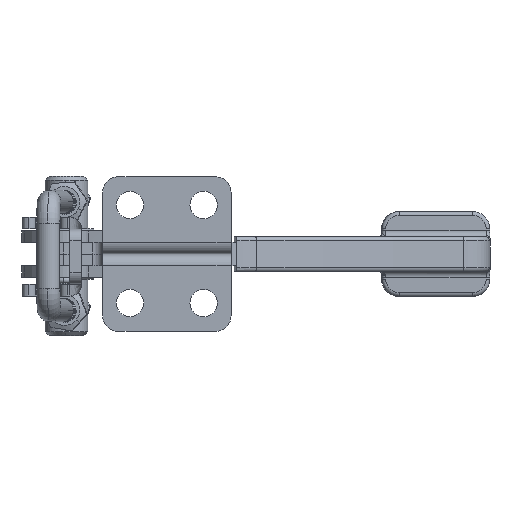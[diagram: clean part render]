
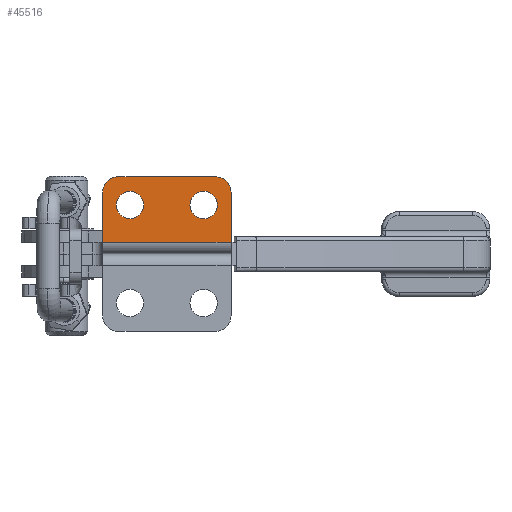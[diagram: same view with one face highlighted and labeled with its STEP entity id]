
A CAD part, front view. The second image highlights one B-rep face of the part: STEP entity #45516.
In plain terms, the highlighted planar face has unit normal (0, -1, 0).
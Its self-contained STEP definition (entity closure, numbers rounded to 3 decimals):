
#1048 = FACE_BOUND ( 'NONE', #28808, .T. ) ;
#1685 = VECTOR ( 'NONE', #12871, 1000. ) ;
#1854 = AXIS2_PLACEMENT_3D ( 'NONE', #31346, #5582, #35659 ) ;
#2214 = AXIS2_PLACEMENT_3D ( 'NONE', #20102, #50101, #24440 ) ;
#2451 = DIRECTION ( 'NONE',  ( 0., -1., 0. ) ) ;
#4566 = DIRECTION ( 'NONE',  ( 0., 1., 0. ) ) ;
#5217 = DIRECTION ( 'NONE',  ( 1., 0., 0. ) ) ;
#5582 = DIRECTION ( 'NONE',  ( 0., 1., 0. ) ) ;
#6493 = EDGE_CURVE ( 'NONE', #36976, #21765, #44987, .T. ) ;
#7060 = CIRCLE ( 'NONE', #50635, 4. ) ;
#7087 = CIRCLE ( 'NONE', #36780, 3.55 ) ;
#7525 = EDGE_CURVE ( 'NONE', #19176, #8649, #54218, .T. ) ;
#7717 = EDGE_LOOP ( 'NONE', ( #45634, #8216 ) ) ;
#8216 = ORIENTED_EDGE ( 'NONE', *, *, #45620, .T. ) ;
#8649 = VERTEX_POINT ( 'NONE', #27541 ) ;
#9917 = EDGE_CURVE ( 'NONE', #42856, #36047, #7060, .T. ) ;
#10214 = VERTEX_POINT ( 'NONE', #34940 ) ;
#11292 = CARTESIAN_POINT ( 'NONE',  ( 36.232, 2.538, 12.7 ) ) ;
#11943 = VECTOR ( 'NONE', #13387, 1000. ) ;
#12268 = CARTESIAN_POINT ( 'NONE',  ( 55.332, 2.538, 16.25 ) ) ;
#12730 = CIRCLE ( 'NONE', #2214, 4. ) ;
#12871 = DIRECTION ( 'NONE',  ( 0., 0., -1. ) ) ;
#13189 = CARTESIAN_POINT ( 'NONE',  ( 62.432, 2.538, 3. ) ) ;
#13387 = DIRECTION ( 'NONE',  ( 0., 0., -1. ) ) ;
#14271 = VERTEX_POINT ( 'NONE', #47558 ) ;
#14539 = ORIENTED_EDGE ( 'NONE', *, *, #16575, .T. ) ;
#15040 = ORIENTED_EDGE ( 'NONE', *, *, #39355, .F. ) ;
#15631 = DIRECTION ( 'NONE',  ( 0., 0., 1. ) ) ;
#16575 = EDGE_CURVE ( 'NONE', #54432, #10214, #44672, .T. ) ;
#17627 = DIRECTION ( 'NONE',  ( 0., 0., 1. ) ) ;
#18354 = DIRECTION ( 'NONE',  ( 0., 1., 0. ) ) ;
#19176 = VERTEX_POINT ( 'NONE', #12268 ) ;
#19615 = CARTESIAN_POINT ( 'NONE',  ( 62.432, 2.538, 3. ) ) ;
#20102 = CARTESIAN_POINT ( 'NONE',  ( 33.132, 2.538, 16. ) ) ;
#20157 = CIRCLE ( 'NONE', #1854, 3.55 ) ;
#20172 = EDGE_LOOP ( 'NONE', ( #15040, #39847, #45577, #26176, #48980, #20630 ) ) ;
#20497 = VERTEX_POINT ( 'NONE', #52629 ) ;
#20630 = ORIENTED_EDGE ( 'NONE', *, *, #6493, .T. ) ;
#21219 = FACE_OUTER_BOUND ( 'NONE', #20172, .T. ) ;
#21749 = PLANE ( 'NONE',  #33875 ) ;
#21765 = VERTEX_POINT ( 'NONE', #19615 ) ;
#22880 = AXIS2_PLACEMENT_3D ( 'NONE', #30326, #4566, #34647 ) ;
#23491 = VECTOR ( 'NONE', #5217, 1000. ) ;
#24323 = CARTESIAN_POINT ( 'NONE',  ( 62.432, 2.538, 16. ) ) ;
#24440 = DIRECTION ( 'NONE',  ( 0., 0., 1. ) ) ;
#25903 = LINE ( 'NONE', #55630, #1685 ) ;
#26176 = ORIENTED_EDGE ( 'NONE', *, *, #30541, .T. ) ;
#27541 = CARTESIAN_POINT ( 'NONE',  ( 55.332, 2.538, 9.15 ) ) ;
#28213 = CARTESIAN_POINT ( 'NONE',  ( 58.432, 2.538, 16. ) ) ;
#28808 = EDGE_LOOP ( 'NONE', ( #14539, #38012 ) ) ;
#30326 = CARTESIAN_POINT ( 'NONE',  ( 55.332, 2.538, 12.7 ) ) ;
#30409 = LINE ( 'NONE', #39592, #54512 ) ;
#30541 = EDGE_CURVE ( 'NONE', #14271, #20497, #12730, .T. ) ;
#31346 = CARTESIAN_POINT ( 'NONE',  ( 36.232, 2.538, 12.7 ) ) ;
#32498 = DIRECTION ( 'NONE',  ( 0., 0., 1. ) ) ;
#33875 = AXIS2_PLACEMENT_3D ( 'NONE', #39083, #43392, #17627 ) ;
#34647 = DIRECTION ( 'NONE',  ( 0., 0., 1. ) ) ;
#34940 = CARTESIAN_POINT ( 'NONE',  ( 36.232, 2.538, 9.15 ) ) ;
#35306 = CARTESIAN_POINT ( 'NONE',  ( 29.132, 2.538, 3. ) ) ;
#35618 = EDGE_CURVE ( 'NONE', #10214, #54432, #20157, .T. ) ;
#35659 = DIRECTION ( 'NONE',  ( 0., 0., 1. ) ) ;
#36047 = VERTEX_POINT ( 'NONE', #42040 ) ;
#36780 = AXIS2_PLACEMENT_3D ( 'NONE', #44099, #18354, #48352 ) ;
#36976 = VERTEX_POINT ( 'NONE', #49899 ) ;
#38012 = ORIENTED_EDGE ( 'NONE', *, *, #35618, .T. ) ;
#39083 = CARTESIAN_POINT ( 'NONE',  ( 29.132, 2.538, 3. ) ) ;
#39355 = EDGE_CURVE ( 'NONE', #42856, #21765, #47535, .T. ) ;
#39592 = CARTESIAN_POINT ( 'NONE',  ( 29.132, 2.538, 20. ) ) ;
#39847 = ORIENTED_EDGE ( 'NONE', *, *, #9917, .T. ) ;
#41379 = DIRECTION ( 'NONE',  ( 0., 1., 0. ) ) ;
#41436 = EDGE_CURVE ( 'NONE', #20497, #36976, #25903, .T. ) ;
#42040 = CARTESIAN_POINT ( 'NONE',  ( 58.432, 2.538, 20. ) ) ;
#42772 = FACE_BOUND ( 'NONE', #7717, .T. ) ;
#42856 = VERTEX_POINT ( 'NONE', #24323 ) ;
#43392 = DIRECTION ( 'NONE',  ( 0., 1., 0. ) ) ;
#43879 = CARTESIAN_POINT ( 'NONE',  ( 36.232, 2.538, 16.25 ) ) ;
#43888 = DIRECTION ( 'NONE',  ( 1., 0., 0. ) ) ;
#44099 = CARTESIAN_POINT ( 'NONE',  ( 55.332, 2.538, 12.7 ) ) ;
#44672 = CIRCLE ( 'NONE', #53154, 3.55 ) ;
#44987 = LINE ( 'NONE', #35306, #23491 ) ;
#45516 = ADVANCED_FACE ( 'NONE', ( #1048, #42772, #21219 ), #21749, .F. ) ;
#45577 = ORIENTED_EDGE ( 'NONE', *, *, #48749, .F. ) ;
#45620 = EDGE_CURVE ( 'NONE', #8649, #19176, #7087, .T. ) ;
#45634 = ORIENTED_EDGE ( 'NONE', *, *, #7525, .T. ) ;
#47535 = LINE ( 'NONE', #13189, #11943 ) ;
#47558 = CARTESIAN_POINT ( 'NONE',  ( 33.132, 2.538, 20. ) ) ;
#48352 = DIRECTION ( 'NONE',  ( 0., 0., 1. ) ) ;
#48749 = EDGE_CURVE ( 'NONE', #14271, #36047, #30409, .T. ) ;
#48980 = ORIENTED_EDGE ( 'NONE', *, *, #41436, .T. ) ;
#49899 = CARTESIAN_POINT ( 'NONE',  ( 29.132, 2.538, 3. ) ) ;
#50101 = DIRECTION ( 'NONE',  ( 0., -1., 0. ) ) ;
#50635 = AXIS2_PLACEMENT_3D ( 'NONE', #28213, #2451, #32498 ) ;
#52629 = CARTESIAN_POINT ( 'NONE',  ( 29.132, 2.538, 16. ) ) ;
#53154 = AXIS2_PLACEMENT_3D ( 'NONE', #11292, #41379, #15631 ) ;
#54218 = CIRCLE ( 'NONE', #22880, 3.55 ) ;
#54432 = VERTEX_POINT ( 'NONE', #43879 ) ;
#54512 = VECTOR ( 'NONE', #43888, 1000. ) ;
#55630 = CARTESIAN_POINT ( 'NONE',  ( 29.132, 2.538, 3. ) ) ;
